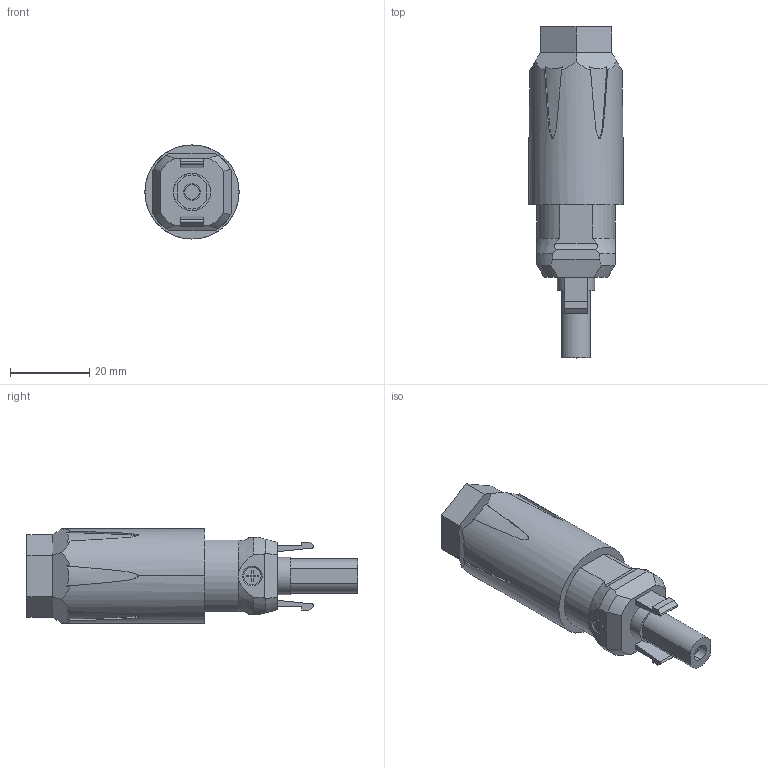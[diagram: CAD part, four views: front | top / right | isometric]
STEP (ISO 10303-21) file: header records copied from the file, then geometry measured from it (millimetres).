
FILE_DESCRIPTION(('Creo Elements/Direct Modeling STEP Export'),'2;1');
FILE_NAME('model.stp','2020-11-16T20:09:58',(''),(''),'Creo Elements/Direct Modeling STEP processor for AP214 (Solid Model)','Creo Elements/Direct Modeling 20.1A 29-Sep-2018 (C) Parametric Technology GmbH','');
FILE_SCHEMA(('AUTOMOTIVE_DESIGN { 1 0 10303 214 1 1 1 1 }'));
Length unit declared in the file: millimetre
Products named in the file (2): PV-CF-S_6-16
Assembly tree (1 placements, depth 2):
  PV-CF-S_6-16
    PV-CF-S_6-16
Bounding box: 23.7 x 83.6 x 23.7 mm (x, y, z)
Volume: 24728.3 mm3; surface area: 6379.8 mm2
Topology: 1 solids, 1 shells, 170 faces, 452 edges, 300 vertices
Faces by surface type: plane 103, cylinder 29, extrusion 25, cone 12, torus 1
Entity records: 11964 total; most frequent: CARTESIAN_POINT 6500, ORIENTED_EDGE 904, DIRECTION 720, EDGE_CURVE 452, VERTEX_POINT 300, VECTOR 276, LINE 245, AXIS2_PLACEMENT_3D 222
